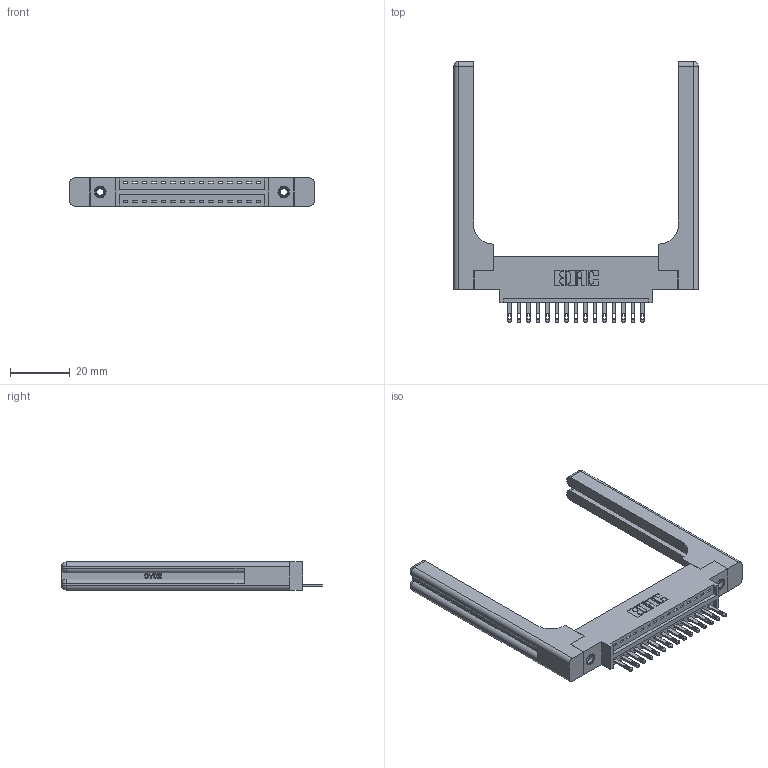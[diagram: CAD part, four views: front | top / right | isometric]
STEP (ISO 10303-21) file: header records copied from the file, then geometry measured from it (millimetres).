
FILE_DESCRIPTION (( 'STEP AP203' ), '1' );
FILE_NAME ('346-015-500-658.STEP', '2022-05-05T07:29:20', ( '' ), ( '' ), 'SwSTEP 2.0', 'SolidWorks 2020', '' );
FILE_SCHEMA (( 'CONFIG_CONTROL_DESIGN' ));
Length unit declared in the file: inch
Products named in the file (5): 345-292-001_345-293-100; 346-220-058_345-220-058; 346-015-500-658; 345-250-001_345-250-001-102; 346 Part_0.170 Offset - 0.156 Dia-TH
Assembly tree (20 placements, depth 2):
  346-015-500-658
    346 Part_0.170 Offset - 0.156 Dia-TH
    345-292-001_345-293-100  x15
    345-250-001_345-250-001-102  x2
    346-220-058_345-220-058  x2
Bounding box: 81.69 x 87.12 x 9.4 mm (x, y, z)
Volume: 14988.1 mm3; surface area: 14442 mm2
Topology: 20 solids, 20 shells, 1206 faces, 3563 edges, 2354 vertices
Faces by surface type: plane 752, cylinder 394, bspline 36, cone 12, sphere 8, torus 4
Entity records: 18604 total; most frequent: CARTESIAN_POINT 4180, ORIENTED_EDGE 2924, DIRECTION 2652, EDGE_CURVE 1462, VECTOR 1174, LINE 1174, VERTEX_POINT 966, AXIS2_PLACEMENT_3D 739
